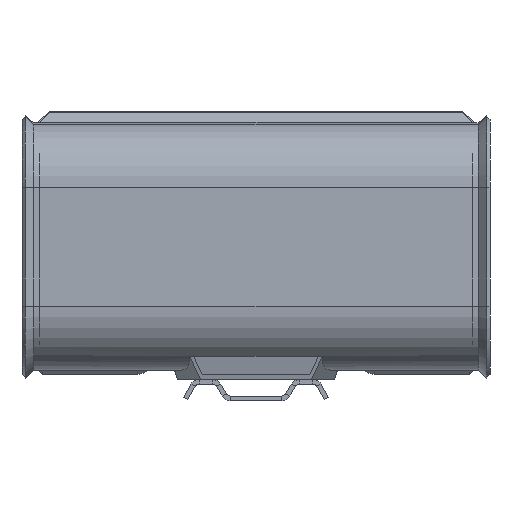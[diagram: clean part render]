
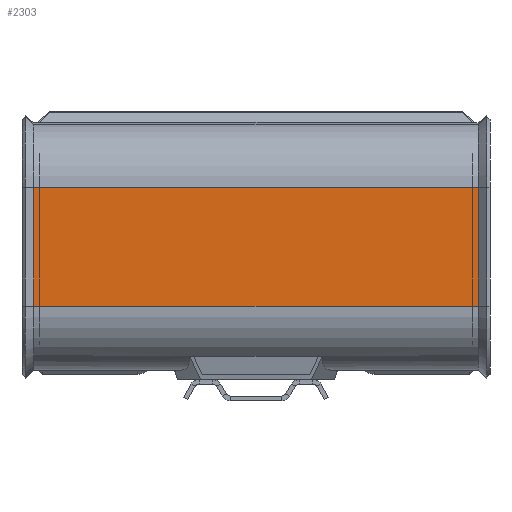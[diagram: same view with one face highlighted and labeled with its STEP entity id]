
A CAD part, front view. The second image highlights one B-rep face of the part: STEP entity #2303.
In plain terms, the highlighted planar face has unit normal (0, -1, 0).
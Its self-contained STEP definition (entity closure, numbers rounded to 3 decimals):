
#45=DIRECTION('',(1.,0.,0.));
#46=VECTOR('',#45,188.);
#47=CARTESIAN_POINT('',(-94.,-2.,-25.));
#48=LINE('',#47,#46);
#49=DIRECTION('',(1.,0.,0.));
#50=VECTOR('',#49,188.);
#51=CARTESIAN_POINT('',(-94.,-2.,-75.262));
#52=LINE('',#51,#50);
#188=DIRECTION('',(0.,0.,1.));
#189=VECTOR('',#188,50.262);
#190=CARTESIAN_POINT('',(94.,-2.,-75.262));
#191=LINE('',#190,#189);
#1005=DIRECTION('',(0.,0.,-1.));
#1006=VECTOR('',#1005,50.262);
#1007=CARTESIAN_POINT('',(-94.,-2.,-25.));
#1008=LINE('',#1007,#1006);
#2202=CARTESIAN_POINT('',(94.,-2.,
-75.262));
#2204=VERTEX_POINT('',#2202);
#2206=CARTESIAN_POINT('',(94.,-2.,-25.));
#2207=VERTEX_POINT('',#2206);
#2221=CARTESIAN_POINT('',(-94.,-2.,-25.));
#2222=CARTESIAN_POINT('',(-94.,-2.,
-75.262));
#2223=VERTEX_POINT('',#2221);
#2224=VERTEX_POINT('',#2222);
#2289=CARTESIAN_POINT('',(100.,-2.,0.));
#2290=DIRECTION('',(0.,1.,0.));
#2291=DIRECTION('',(0.,0.,1.));
#2292=AXIS2_PLACEMENT_3D('',#2289,#2290,#2291);
#2293=PLANE('',#2292);
#2295=ORIENTED_EDGE('',*,*,#2294,.F.);
#2297=ORIENTED_EDGE('',*,*,#2296,.F.);
#2298=ORIENTED_EDGE('',*,*,#2271,.T.);
#2300=ORIENTED_EDGE('',*,*,#2299,.F.);
#2301=EDGE_LOOP('',(#2295,#2297,#2298,#2300));
#2302=FACE_OUTER_BOUND('',#2301,.F.);
#2303=ADVANCED_FACE('',(#2302),#2293,.F.);
#2271=EDGE_CURVE('',#2223,#2207,#48,.T.);
#2294=EDGE_CURVE('',#2224,#2204,#52,.T.);
#2296=EDGE_CURVE('',#2223,#2224,#1008,.T.);
#2299=EDGE_CURVE('',#2204,#2207,#191,.T.);
